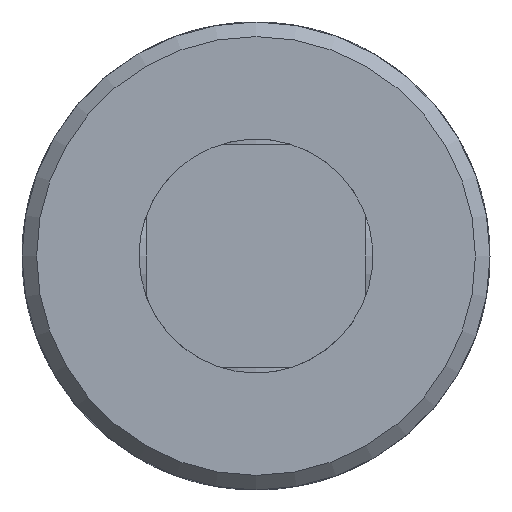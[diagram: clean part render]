
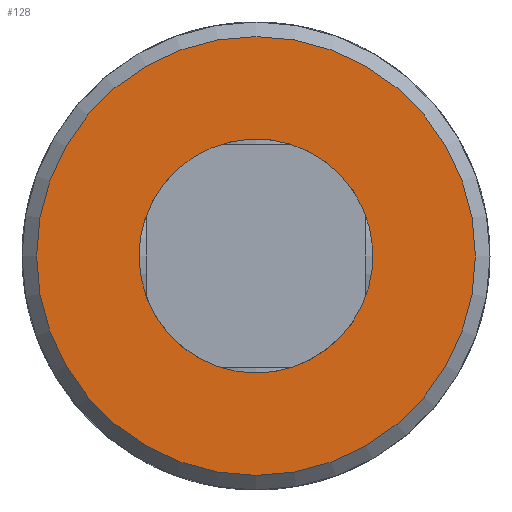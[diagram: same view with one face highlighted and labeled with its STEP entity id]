
A CAD part, left-side view. The second image highlights one B-rep face of the part: STEP entity #128.
In plain terms, the highlighted planar face has unit normal (-1, 0, 0).
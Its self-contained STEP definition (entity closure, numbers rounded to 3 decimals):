
#128 = ADVANCED_FACE( '', ( #253, #254 ), #255, .F. );
#253 = FACE_OUTER_BOUND( '', #399, .T. );
#254 = FACE_BOUND( '', #400, .T. );
#255 = PLANE( '', #401 );
#399 = EDGE_LOOP( '', ( #565 ) );
#400 = EDGE_LOOP( '', ( #566 ) );
#401 = AXIS2_PLACEMENT_3D( '', #567, #568, #569 );
#565 = ORIENTED_EDGE( '', *, *, #813, .F. );
#566 = ORIENTED_EDGE( '', *, *, #804, .T. );
#567 = CARTESIAN_POINT( '', ( 0., 0., 0. ) );
#568 = DIRECTION( '', ( 1., 0., 0. ) );
#569 = DIRECTION( '', ( 0., 0., -1. ) );
#804 = EDGE_CURVE( '', #923, #923, #924, .T. );
#813 = EDGE_CURVE( '', #938, #938, #939, .T. );
#923 = VERTEX_POINT( '', #1206 );
#924 = CIRCLE( '', #1207, 20. );
#938 = VERTEX_POINT( '', #1333 );
#939 = CIRCLE( '', #1334, 37.5 );
#1206 = CARTESIAN_POINT( '', ( 0., 0., -20. ) );
#1207 = AXIS2_PLACEMENT_3D( '', #1703, #1704, #1705 );
#1333 = CARTESIAN_POINT( '', ( 0., 0., -37.5 ) );
#1334 = AXIS2_PLACEMENT_3D( '', #1715, #1716, #1717 );
#1703 = CARTESIAN_POINT( '', ( 0., 0., 0. ) );
#1704 = DIRECTION( '', ( 1., 0., 0. ) );
#1705 = DIRECTION( '', ( 0., 0., -1. ) );
#1715 = CARTESIAN_POINT( '', ( 0., 0., 0. ) );
#1716 = DIRECTION( '', ( 1., 0., 0. ) );
#1717 = DIRECTION( '', ( 0., 0., -1. ) );
